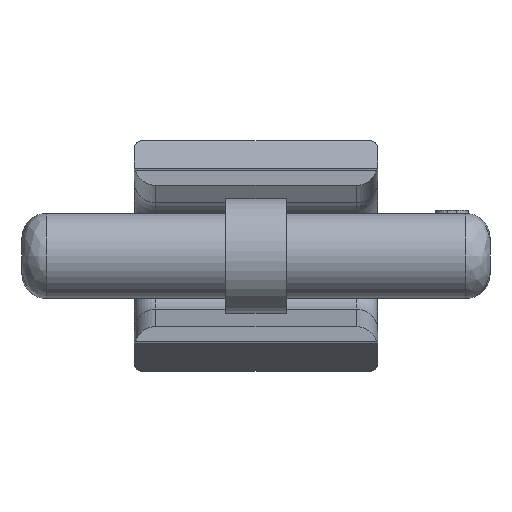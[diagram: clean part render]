
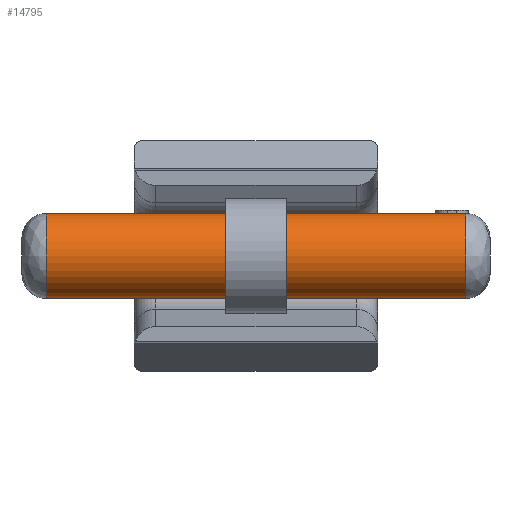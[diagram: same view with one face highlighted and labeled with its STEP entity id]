
A CAD part, front view. The second image highlights one B-rep face of the part: STEP entity #14795.
In plain terms, the highlighted cylindrical face has radius 7 mm (diameter 14 mm), a partial arc.
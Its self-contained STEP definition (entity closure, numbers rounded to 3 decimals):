
#10746=CARTESIAN_POINT('',(34.5,-43.25,0.));
#10747=DIRECTION('',(-1.,0.,0.));
#10748=DIRECTION('',(0.,0.,-1.));
#10749=AXIS2_PLACEMENT_3D('',#10746,#10747,#10748);
#11354=DIRECTION('',(1.,0.,0.));
#11355=VECTOR('',#11354,69.);
#11356=CARTESIAN_POINT('',(-34.5,-43.25,-7.));
#11357=LINE('',#11356,#11355);
#11358=CARTESIAN_POINT('',(-34.5,-43.25,0.));
#11359=DIRECTION('',(-1.,0.,0.));
#11360=DIRECTION('',(0.,0.,-1.));
#11361=AXIS2_PLACEMENT_3D('',#11358,#11359,#11360);
#11363=DIRECTION('',(1.,0.,0.));
#11364=VECTOR('',#11363,69.);
#11365=CARTESIAN_POINT('',(-34.5,-43.25,7.));
#11366=LINE('',#11365,#11364);
#11799=CARTESIAN_POINT('',(-34.5,-43.25,7.));
#11801=VERTEX_POINT('',#11799);
#11854=CARTESIAN_POINT('',(34.5,-43.25,7.));
#11855=VERTEX_POINT('',#11854);
#11867=CARTESIAN_POINT('',(-34.5,-43.25,-7.));
#11869=VERTEX_POINT('',#11867);
#11901=CARTESIAN_POINT('',(34.5,-43.25,-7.));
#11903=VERTEX_POINT('',#11901);
#14784=CARTESIAN_POINT('',(88.689,-43.25,0.));
#14785=DIRECTION('',(1.,0.,0.));
#14786=DIRECTION('',(0.,0.,1.));
#14787=AXIS2_PLACEMENT_3D('',#14784,#14785,#14786);
#14788=CYLINDRICAL_SURFACE('',#14787,7.);
#14789=ORIENTED_EDGE('',*,*,#13759,.F.);
#14790=ORIENTED_EDGE('',*,*,#13098,.F.);
#14791=ORIENTED_EDGE('',*,*,#13945,.T.);
#14792=ORIENTED_EDGE('',*,*,#12115,.T.);
#14793=EDGE_LOOP('',(#14789,#14790,#14791,#14792));
#14794=FACE_OUTER_BOUND('',#14793,.F.);
#14795=ADVANCED_FACE('',(#14794),#14788,.T.);
#10750=CIRCLE('',#10749,7.);
#11362=CIRCLE('',#11361,7.);
#12115=EDGE_CURVE('',#11801,#11855,#11366,.T.);
#13098=EDGE_CURVE('',#11869,#11903,#11357,.T.);
#13759=EDGE_CURVE('',#11903,#11855,#10750,.T.);
#13945=EDGE_CURVE('',#11869,#11801,#11362,.T.);
